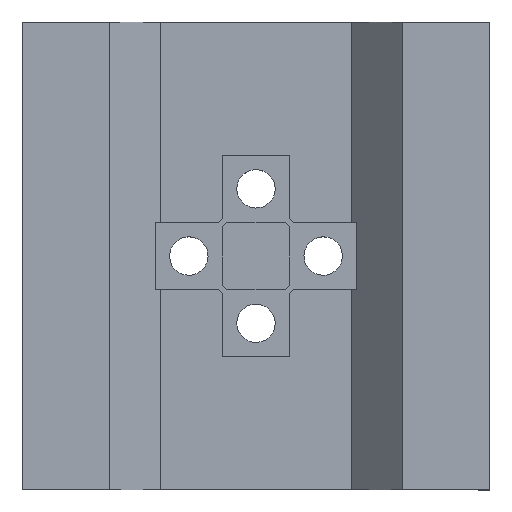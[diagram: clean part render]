
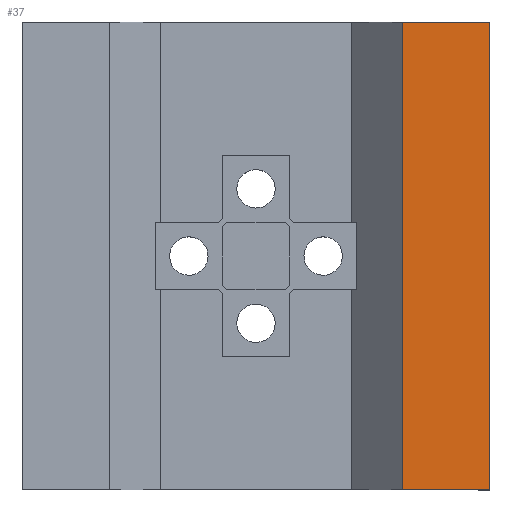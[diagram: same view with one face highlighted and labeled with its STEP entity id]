
A CAD part, top view. The second image highlights one B-rep face of the part: STEP entity #37.
In plain terms, the highlighted planar face has unit normal (0, 0, 1).
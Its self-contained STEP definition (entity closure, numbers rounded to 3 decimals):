
#37=ADVANCED_FACE('',(#94),#997,.T.);
#94=FACE_OUTER_BOUND('',#155,.T.);
#155=EDGE_LOOP('',(#281,#282,#283,#284));
#281=ORIENTED_EDGE('',*,*,#589,.T.);
#282=ORIENTED_EDGE('',*,*,#549,.F.);
#283=ORIENTED_EDGE('',*,*,#550,.T.);
#284=ORIENTED_EDGE('',*,*,#560,.T.);
#549=EDGE_CURVE('',#878,#900,#751,.T.);
#550=EDGE_CURVE('',#878,#882,#752,.T.);
#560=EDGE_CURVE('',#882,#905,#762,.T.);
#589=EDGE_CURVE('',#905,#900,#779,.T.);
#751=B_SPLINE_CURVE_WITH_KNOTS('',1,(#1497,#1498),.UNSPECIFIED.,.F.,.F.,
(2,2),(0.,41.),.UNSPECIFIED.);
#752=B_SPLINE_CURVE_WITH_KNOTS('',1,(#1499,#1500),.UNSPECIFIED.,.F.,.F.,
(2,2),(0.,7.321),.UNSPECIFIED.);
#762=B_SPLINE_CURVE_WITH_KNOTS('',1,(#1519,#1520),.UNSPECIFIED.,.F.,.F.,
(2,2),(0.,41.),.UNSPECIFIED.);
#779=B_SPLINE_CURVE_WITH_KNOTS('',1,(#1585,#1586),.UNSPECIFIED.,.F.,.F.,
(2,2),(0.,7.321),.UNSPECIFIED.);
#878=VERTEX_POINT('',#1356);
#882=VERTEX_POINT('',#1360);
#900=VERTEX_POINT('',#1378);
#905=VERTEX_POINT('',#1383);
#997=PLANE('',#1134);
#1134=AXIS2_PLACEMENT_3D('',#1302,#1210,$);
#1210=DIRECTION('',(0.,0.,1.));
#1302=CARTESIAN_POINT('',(19.5,19.5,10.));
#1356=CARTESIAN_POINT('',(19.5,19.5,10.));
#1360=CARTESIAN_POINT('',(12.179,19.5,10.));
#1378=CARTESIAN_POINT('',(19.5,-19.5,10.));
#1383=CARTESIAN_POINT('',(12.179,-19.5,10.));
#1497=CARTESIAN_POINT('',(19.5,19.5,10.));
#1498=CARTESIAN_POINT('',(19.5,-19.5,10.));
#1499=CARTESIAN_POINT('',(19.5,19.5,10.));
#1500=CARTESIAN_POINT('',(12.179,19.5,10.));
#1519=CARTESIAN_POINT('',(12.179,19.5,10.));
#1520=CARTESIAN_POINT('',(12.179,-19.5,10.));
#1585=CARTESIAN_POINT('',(12.179,-19.5,10.));
#1586=CARTESIAN_POINT('',(19.5,-19.5,10.));
